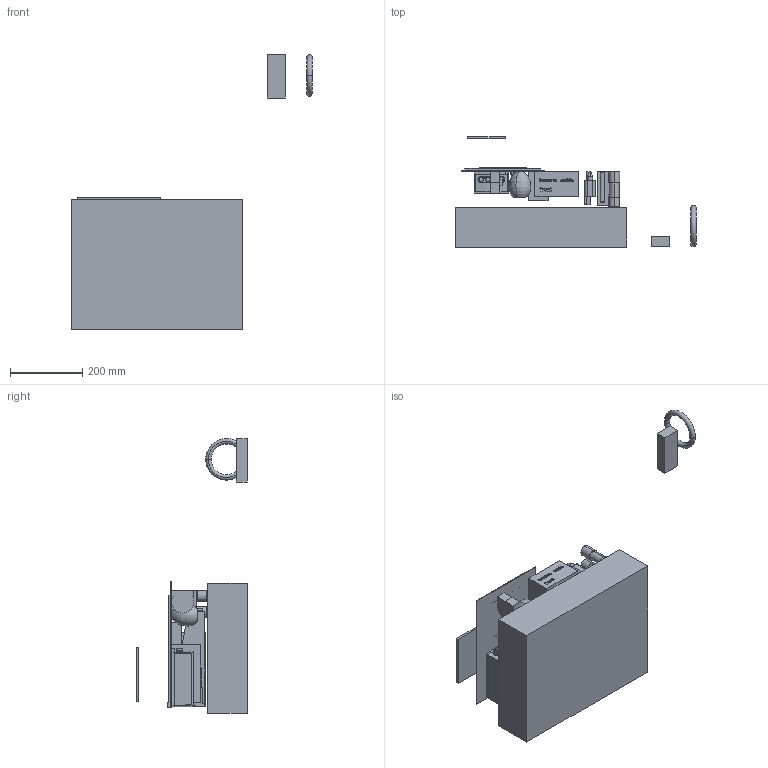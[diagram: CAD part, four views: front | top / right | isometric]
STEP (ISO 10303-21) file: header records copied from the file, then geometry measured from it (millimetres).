
FILE_DESCRIPTION((''),'2;1');
FILE_NAME('00_ESCRUTI_BOX_V1_ASM','2026-02-15T22:24:23',('Samuel'),(''),'CREO PARAMETRIC BY PTC INC, 2023073','CREO PARAMETRIC BY PTC INC, 2023073','');
FILE_SCHEMA(('CONFIG_CONTROL_DESIGN'));
Products named in the file (27): 01A_WUERTH_BOX; 01B_SCHAUM; 02_METRAHIT; 03_EIERUHR; 03_MASSBAND; 03_ZOLLSTOCK; 03_MESSSCHIEBER_GROSS; 03_MESSCHIEBER_KLEIN; 03_PROBE; 04_60V_KOERPER_40; 04_60V_KOERPER_3472; 04_60V_BODY_0; 04_60V_ASSEMBLY_ASM; 04_LADEGERAET_60V_V1; 04_LADEGERAET_60V_V1_KABEL; 05_NOTIZBLOCK; 05_STIFT; 06_BANANENKABEL; 06_IMD_TESTER; 07A_TASCHENLAMPE; 07B_UV_TASCHENLAMPE; 07_SEKUNDENKLEBER; 07_FEUERZEUG; 05_KLEMMBRETT; 05_SCRUTI_SHEET; 05_ASF_FLOW_CHART; 00_ESCRUTI_BOX_V1_ASM
Assembly tree (27 placements, depth 3):
  00_ESCRUTI_BOX_V1_ASM
    01A_WUERTH_BOX
    01B_SCHAUM
    02_METRAHIT
    03_EIERUHR
    03_MASSBAND
    03_ZOLLSTOCK
    03_MESSSCHIEBER_GROSS
    03_MESSCHIEBER_KLEIN
    03_PROBE
    04_60V_ASSEMBLY_ASM
      04_60V_KOERPER_40
      04_60V_KOERPER_3472
      04_60V_BODY_0
    04_LADEGERAET_60V_V1
    04_LADEGERAET_60V_V1_KABEL
    05_NOTIZBLOCK
    05_STIFT  x2
    06_BANANENKABEL
    06_IMD_TESTER
    07A_TASCHENLAMPE
    07B_UV_TASCHENLAMPE
    07_SEKUNDENKLEBER
    07_FEUERZEUG
    05_KLEMMBRETT
    05_SCRUTI_SHEET
    05_ASF_FLOW_CHART
Bounding box: 664.32 x 306 x 759.86 mm (x, y, z)
Volume: 18403032.9 mm3; surface area: 2402425.9 mm2
Topology: 31 solids, 31 shells, 2256 faces, 6291 edges, 4197 vertices
Faces by surface type: plane 2055, cylinder 165, cone 26, bspline 4, torus 4, revolution 2
Entity records: 72539 total; most frequent: CARTESIAN_POINT 13956, ORIENTED_EDGE 12516, DIRECTION 11067, EDGE_CURVE 6258, VECTOR 5821, LINE 5821, VERTEX_POINT 4177, AXIS2_PLACEMENT_3D 2622
